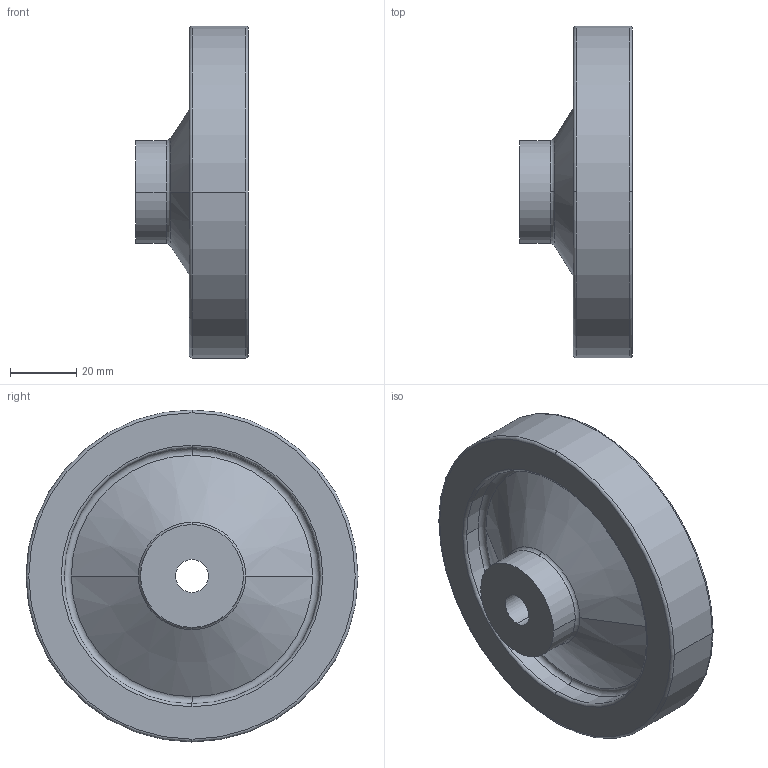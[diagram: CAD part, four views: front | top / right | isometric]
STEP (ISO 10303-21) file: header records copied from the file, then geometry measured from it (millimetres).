
FILE_DESCRIPTION( ( '' ), '1' );
FILE_NAME( 'K0161.0100X10.stp', '2012-10-29T09:51:18', ( '' ), ( '' ), ' ', ' ', ' ' );
FILE_SCHEMA( ( 'CONFIG_CONTROL_DESIGN' ) );
Length unit declared in the file: millimetre
Products named in the file (1): 1
Bounding box: 34 x 100 x 100 mm (x, y, z)
Volume: 90813.1 mm3; surface area: 26383.3 mm2
Topology: 1 solids, 1 shells, 34 faces, 92 edges, 62 vertices
Faces by surface type: torus 14, cylinder 12, cone 4, plane 4
Entity records: 1176 total; most frequent: DIRECTION 238, CARTESIAN_POINT 189, ORIENTED_EDGE 184, AXIS2_PLACEMENT_3D 111, EDGE_CURVE 92, CIRCLE 76, VERTEX_POINT 62, EDGE_LOOP 38
